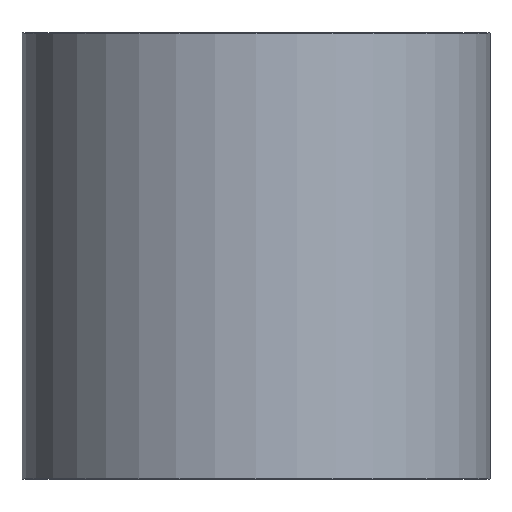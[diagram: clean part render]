
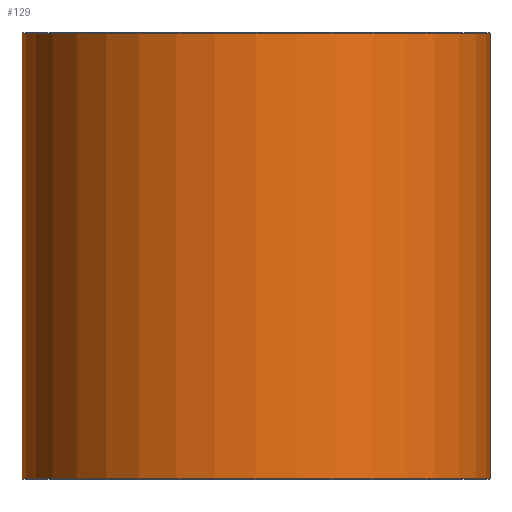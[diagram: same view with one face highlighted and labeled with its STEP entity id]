
A CAD part, front view. The second image highlights one B-rep face of the part: STEP entity #129.
In plain terms, the highlighted cylindrical face has radius 143.5 mm (diameter 287 mm), a full revolution.
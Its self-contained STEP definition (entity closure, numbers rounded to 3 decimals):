
#16=CYLINDRICAL_SURFACE('',#148,143.5);
#27=FACE_BOUND('',#54,.T.);
#38=FACE_OUTER_BOUND('',#53,.T.);
#53=EDGE_LOOP('',(#108));
#54=EDGE_LOOP('',(#109));
#71=CIRCLE('',#146,143.5);
#73=CIRCLE('',#149,143.5);
#82=VERTEX_POINT('',#219);
#84=VERTEX_POINT('',#224);
#93=EDGE_CURVE('',#82,#82,#71,.T.);
#95=EDGE_CURVE('',#84,#84,#73,.T.);
#108=ORIENTED_EDGE('',*,*,#95,.F.);
#109=ORIENTED_EDGE('',*,*,#93,.F.);
#129=ADVANCED_FACE('',(#38,#27),#16,.T.);
#146=AXIS2_PLACEMENT_3D('',#220,#178,#179);
#148=AXIS2_PLACEMENT_3D('',#223,#182,#183);
#149=AXIS2_PLACEMENT_3D('',#225,#184,#185);
#178=DIRECTION('center_axis',(0.,0.,-1.));
#179=DIRECTION('ref_axis',(-1.,0.,0.));
#182=DIRECTION('center_axis',(0.,0.,1.));
#183=DIRECTION('ref_axis',(-1.,0.,0.));
#184=DIRECTION('center_axis',(0.,0.,1.));
#185=DIRECTION('ref_axis',(-1.,0.,0.));
#219=CARTESIAN_POINT('',(143.5,0.,-136.5));
#220=CARTESIAN_POINT('Origin',(0.,0.,-136.5));
#223=CARTESIAN_POINT('Origin',(0.,0.,0.));
#224=CARTESIAN_POINT('',(143.5,0.,136.5));
#225=CARTESIAN_POINT('Origin',(0.,0.,136.5));
